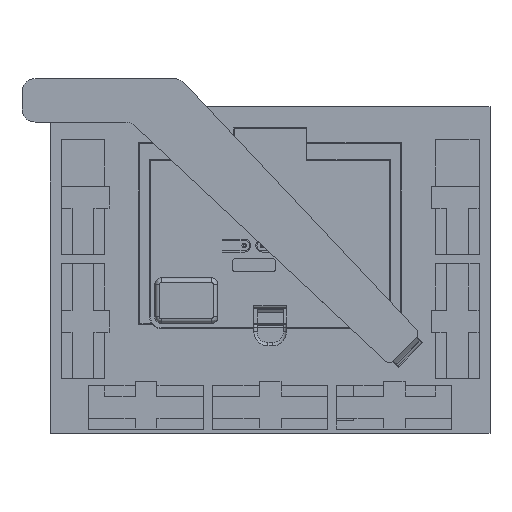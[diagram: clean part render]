
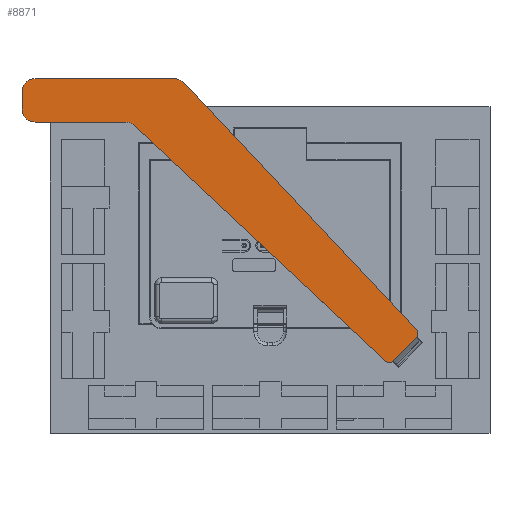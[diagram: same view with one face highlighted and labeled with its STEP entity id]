
A CAD part, top view. The second image highlights one B-rep face of the part: STEP entity #8871.
In plain terms, the highlighted planar face has unit normal (0, 0, 1).
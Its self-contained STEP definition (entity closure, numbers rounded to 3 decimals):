
#325=CIRCLE('',#9537,2.5);
#327=CIRCLE('',#9540,2.5);
#329=CIRCLE('',#9544,6.);
#331=CIRCLE('',#9548,6.);
#333=CIRCLE('',#9552,6.);
#335=CIRCLE('',#9556,6.);
#894=FACE_OUTER_BOUND('',#1403,.T.);
#1403=EDGE_LOOP('',(#8034,#8035,#8036,#8037,#8038,#8039,#8040,#8041,#8042,
#8043,#8044,#8045));
#2388=LINE('',#14648,#3409);
#2408=LINE('',#14701,#3429);
#2412=LINE('',#14716,#3433);
#2416=LINE('',#14728,#3437);
#2420=LINE('',#14740,#3441);
#2424=LINE('',#14752,#3445);
#3409=VECTOR('',#11800,10.);
#3429=VECTOR('',#11852,10.);
#3433=VECTOR('',#11870,10.);
#3437=VECTOR('',#11882,10.);
#3441=VECTOR('',#11894,10.);
#3445=VECTOR('',#11906,10.);
#4233=VERTEX_POINT('',#14645);
#4234=VERTEX_POINT('',#14647);
#4250=VERTEX_POINT('',#14698);
#4251=VERTEX_POINT('',#14700);
#4253=VERTEX_POINT('',#14709);
#4255=VERTEX_POINT('',#14715);
#4257=VERTEX_POINT('',#14721);
#4259=VERTEX_POINT('',#14727);
#4261=VERTEX_POINT('',#14733);
#4263=VERTEX_POINT('',#14739);
#4265=VERTEX_POINT('',#14745);
#4267=VERTEX_POINT('',#14751);
#5476=EDGE_CURVE('',#4234,#4233,#2388,.T.);
#5502=EDGE_CURVE('',#4251,#4250,#2408,.T.);
#5505=EDGE_CURVE('',#4233,#4251,#325,.T.);
#5507=EDGE_CURVE('',#4253,#4234,#327,.T.);
#5510=EDGE_CURVE('',#4255,#4253,#2412,.T.);
#5513=EDGE_CURVE('',#4257,#4255,#329,.T.);
#5516=EDGE_CURVE('',#4259,#4257,#2416,.T.);
#5519=EDGE_CURVE('',#4261,#4259,#331,.T.);
#5522=EDGE_CURVE('',#4263,#4261,#2420,.T.);
#5525=EDGE_CURVE('',#4265,#4263,#333,.T.);
#5528=EDGE_CURVE('',#4267,#4265,#2424,.T.);
#5531=EDGE_CURVE('',#4250,#4267,#335,.T.);
#8034=ORIENTED_EDGE('',*,*,#5531,.T.);
#8035=ORIENTED_EDGE('',*,*,#5528,.T.);
#8036=ORIENTED_EDGE('',*,*,#5525,.T.);
#8037=ORIENTED_EDGE('',*,*,#5522,.T.);
#8038=ORIENTED_EDGE('',*,*,#5519,.T.);
#8039=ORIENTED_EDGE('',*,*,#5516,.T.);
#8040=ORIENTED_EDGE('',*,*,#5513,.T.);
#8041=ORIENTED_EDGE('',*,*,#5510,.T.);
#8042=ORIENTED_EDGE('',*,*,#5507,.T.);
#8043=ORIENTED_EDGE('',*,*,#5476,.T.);
#8044=ORIENTED_EDGE('',*,*,#5505,.T.);
#8045=ORIENTED_EDGE('',*,*,#5502,.T.);
#8404=PLANE('',#9557);
#8871=ADVANCED_FACE('',(#894),#8404,.T.);
#9537=AXIS2_PLACEMENT_3D('',#14705,#11858,#11859);
#9540=AXIS2_PLACEMENT_3D('',#14710,#11864,#11865);
#9544=AXIS2_PLACEMENT_3D('',#14722,#11876,#11877);
#9548=AXIS2_PLACEMENT_3D('',#14734,#11888,#11889);
#9552=AXIS2_PLACEMENT_3D('',#14746,#11900,#11901);
#9556=AXIS2_PLACEMENT_3D('',#14756,#11912,#11913);
#9557=AXIS2_PLACEMENT_3D('',#14757,#11914,#11915);
#11800=DIRECTION('',(0.703,0.711,0.));
#11852=DIRECTION('',(-0.685,0.728,0.));
#11858=DIRECTION('center_axis',(0.,0.,1.));
#11859=DIRECTION('ref_axis',(0.711,-0.703,0.));
#11864=DIRECTION('center_axis',(0.,0.,1.));
#11865=DIRECTION('ref_axis',(-0.684,-0.729,0.));
#11870=DIRECTION('',(0.729,-0.684,0.));
#11876=DIRECTION('center_axis',(0.,0.,-1.));
#11877=DIRECTION('ref_axis',(0.684,0.729,0.));
#11882=DIRECTION('',(1.,0.,0.));
#11888=DIRECTION('center_axis',(0.,0.,1.));
#11889=DIRECTION('ref_axis',(-1.,0.,0.));
#11894=DIRECTION('',(0.,-1.,0.));
#11900=DIRECTION('center_axis',(0.,0.,1.));
#11901=DIRECTION('ref_axis',(0.,1.,0.));
#11906=DIRECTION('',(-1.,0.,0.));
#11912=DIRECTION('center_axis',(0.,0.,1.));
#11913=DIRECTION('ref_axis',(0.728,0.685,0.));
#11914=DIRECTION('center_axis',(0.,0.,1.));
#11915=DIRECTION('ref_axis',(-1.,0.,0.));
#14645=CARTESIAN_POINT('',(168.206,44.052,11.));
#14647=CARTESIAN_POINT('',(157.557,33.272,11.));
#14648=CARTESIAN_POINT('',(162.873,38.653,11.));
#14698=CARTESIAN_POINT('',(61.346,161.112,11.));
#14700=CARTESIAN_POINT('',(168.248,47.522,11.));
#14701=CARTESIAN_POINT('',(61.346,161.112,11.));
#14705=CARTESIAN_POINT('Origin',(166.428,45.809,11.));
#14709=CARTESIAN_POINT('',(154.068,33.206,11.));
#14710=CARTESIAN_POINT('Origin',(155.779,35.029,11.));
#14715=CARTESIAN_POINT('',(38.731,141.4,11.));
#14716=CARTESIAN_POINT('',(38.731,141.4,11.));
#14721=CARTESIAN_POINT('',(34.626,143.024,11.));
#14722=CARTESIAN_POINT('Origin',(34.626,137.024,11.));
#14727=CARTESIAN_POINT('',(-7.,143.024,11.));
#14728=CARTESIAN_POINT('',(34.626,143.024,11.));
#14733=CARTESIAN_POINT('',(-13.,149.024,11.));
#14734=CARTESIAN_POINT('Origin',(-7.,149.024,11.));
#14739=CARTESIAN_POINT('',(-13.,157.,11.));
#14740=CARTESIAN_POINT('',(-13.,149.024,11.));
#14745=CARTESIAN_POINT('',(-7.,163.,11.));
#14746=CARTESIAN_POINT('Origin',(-7.,157.,11.));
#14751=CARTESIAN_POINT('',(56.976,163.,11.));
#14752=CARTESIAN_POINT('',(56.976,163.,11.));
#14756=CARTESIAN_POINT('Origin',(56.976,157.,11.));
#14757=CARTESIAN_POINT('Origin',(77.964,97.765,11.));
